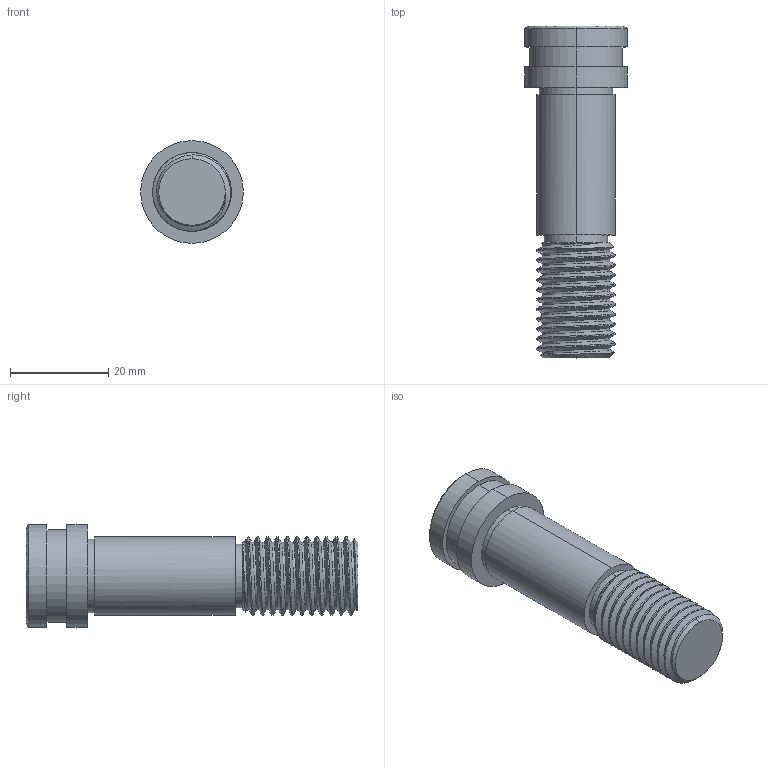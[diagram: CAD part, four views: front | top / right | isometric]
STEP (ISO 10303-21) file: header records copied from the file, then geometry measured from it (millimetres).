
FILE_DESCRIPTION (( 'STEP AP203' ), '1' );
FILE_NAME ('15.250.504.STEP', '2020-08-17T20:08:07', ( '' ), ( '' ), 'SwSTEP 2.0', 'SolidWorks 2020', '' );
FILE_SCHEMA (( 'CONFIG_CONTROL_DESIGN' ));
Length unit declared in the file: millimetre
Products named in the file (1): 15.250.504
Bounding box: 20.9 x 67.5 x 20.9 mm (x, y, z)
Volume: 13049.1 mm3; surface area: 5319.8 mm2
Topology: 1 solids, 1 shells, 62 faces, 156 edges, 103 vertices
Faces by surface type: cylinder 35, plane 16, cone 7, bspline 4
Entity records: 7857 total; most frequent: CARTESIAN_POINT 6426, ORIENTED_EDGE 312, DIRECTION 240, EDGE_CURVE 156, VERTEX_POINT 103, AXIS2_PLACEMENT_3D 90, EDGE_LOOP 69, FACE_OUTER_BOUND 62
